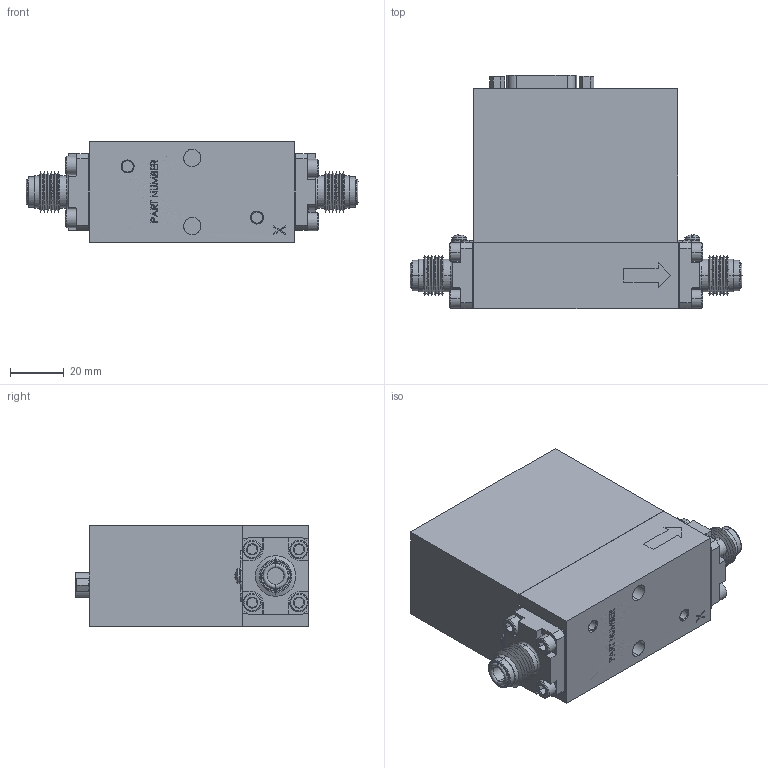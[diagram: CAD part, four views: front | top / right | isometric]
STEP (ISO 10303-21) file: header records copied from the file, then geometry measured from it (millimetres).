
FILE_DESCRIPTION (( 'STEP AP203' ), '1' );
FILE_NAME ('9861-4R-U.STEP', '2017-02-23T17:02:37', ( 'mrutkowski' ), ( 'Hewlett-Packard Company' ), 'SwSTEP 2.0', 'SolidWorks 2014', '' );
FILE_SCHEMA (( 'CONFIG_CONTROL_DESIGN' ));
Length unit declared in the file: inch
Products named in the file (1): 9861-4R-U
Bounding box: 123.85 x 87.15 x 37.47 mm (x, y, z)
Surface area: 38135.9 mm2 (no closed solid volume)
Topology: 0 solids, 27 shells, 608 faces, 1663 edges, 1119 vertices
Faces by surface type: plane 239, cylinder 169, cone 160, bspline 40
Entity records: 29176 total; most frequent: CARTESIAN_POINT 14592, ORIENTED_EDGE 2970, DIRECTION 2792, EDGE_CURVE 1652, VERTEX_POINT 1119, AXIS2_PLACEMENT_3D 1045, EDGE_LOOP 707, LINE 702
